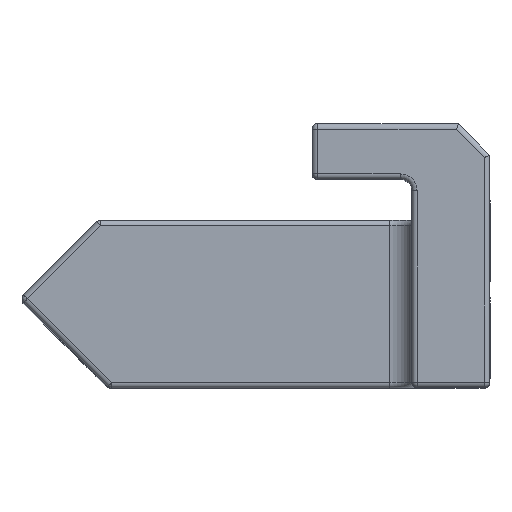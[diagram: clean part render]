
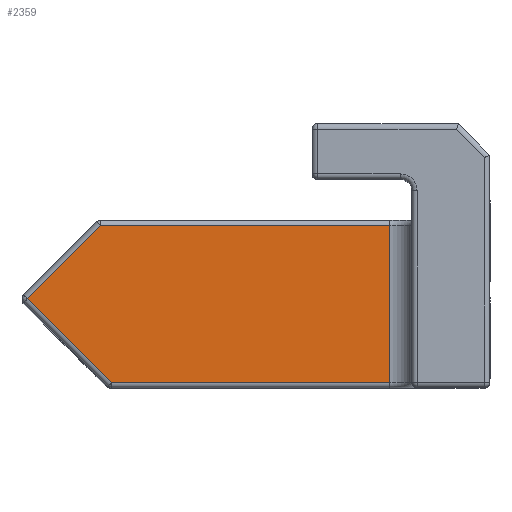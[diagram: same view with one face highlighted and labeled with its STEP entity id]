
A CAD part, top view. The second image highlights one B-rep face of the part: STEP entity #2359.
In plain terms, the highlighted planar face has unit normal (0, 0, 1).
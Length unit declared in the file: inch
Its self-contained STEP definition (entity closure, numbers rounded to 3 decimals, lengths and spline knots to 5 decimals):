
#50=DIRECTION('',(-1.,0.,0.));
#51=VECTOR('',#50,3.12903);
#52=CARTESIAN_POINT('',(4.16,0.06,0.25));
#53=LINE('',#52,#51);
#54=DIRECTION('',(0.707,-0.707,0.));
#55=VECTOR('',#54,1.33801);
#56=CARTESIAN_POINT('',(0.08485,1.00612,0.25));
#57=LINE('',#56,#55);
#58=DIRECTION('',(0.707,0.707,0.));
#59=VECTOR('',#58,1.16515);
#60=CARTESIAN_POINT('',(0.08485,1.00612,0.25));
#61=LINE('',#60,#59);
#62=DIRECTION('',(1.,0.,0.));
#63=VECTOR('',#62,3.25126);
#64=CARTESIAN_POINT('',(0.90874,1.83,0.25));
#65=LINE('',#64,#63);
#1129=DIRECTION('',(0.,1.,0.));
#1130=VECTOR('',#1129,1.77);
#1131=CARTESIAN_POINT('',(4.16,0.06,0.25));
#1132=LINE('',#1131,#1130);
#2060=CARTESIAN_POINT('',(4.16,1.83,0.25));
#2062=VERTEX_POINT('',#2060);
#2086=CARTESIAN_POINT('',(4.16,0.06,0.25));
#2087=CARTESIAN_POINT('',(1.03097,0.06,0.25));
#2088=VERTEX_POINT('',#2086);
#2089=VERTEX_POINT('',#2087);
#2125=CARTESIAN_POINT('',(0.90874,1.83,0.25));
#2126=VERTEX_POINT('',#2125);
#2129=CARTESIAN_POINT('',(0.08485,1.00612,0.25));
#2130=VERTEX_POINT('',#2129);
#2343=CARTESIAN_POINT('',(0.,0.,0.25));
#2344=DIRECTION('',(0.,0.,1.));
#2345=DIRECTION('',(1.,0.,0.));
#2346=AXIS2_PLACEMENT_3D('',#2343,#2344,#2345);
#2347=PLANE('',#2346);
#2348=ORIENTED_EDGE('',*,*,#2333,.T.);
#2350=ORIENTED_EDGE('',*,*,#2349,.F.);
#2352=ORIENTED_EDGE('',*,*,#2351,.T.);
#2354=ORIENTED_EDGE('',*,*,#2353,.T.);
#2356=ORIENTED_EDGE('',*,*,#2355,.F.);
#2357=EDGE_LOOP('',(#2348,#2350,#2352,#2354,#2356));
#2358=FACE_OUTER_BOUND('',#2357,.F.);
#2359=ADVANCED_FACE('',(#2358),#2347,.T.);
#2333=EDGE_CURVE('',#2088,#2089,#53,.T.);
#2349=EDGE_CURVE('',#2130,#2089,#57,.T.);
#2351=EDGE_CURVE('',#2130,#2126,#61,.T.);
#2353=EDGE_CURVE('',#2126,#2062,#65,.T.);
#2355=EDGE_CURVE('',#2088,#2062,#1132,.T.);
